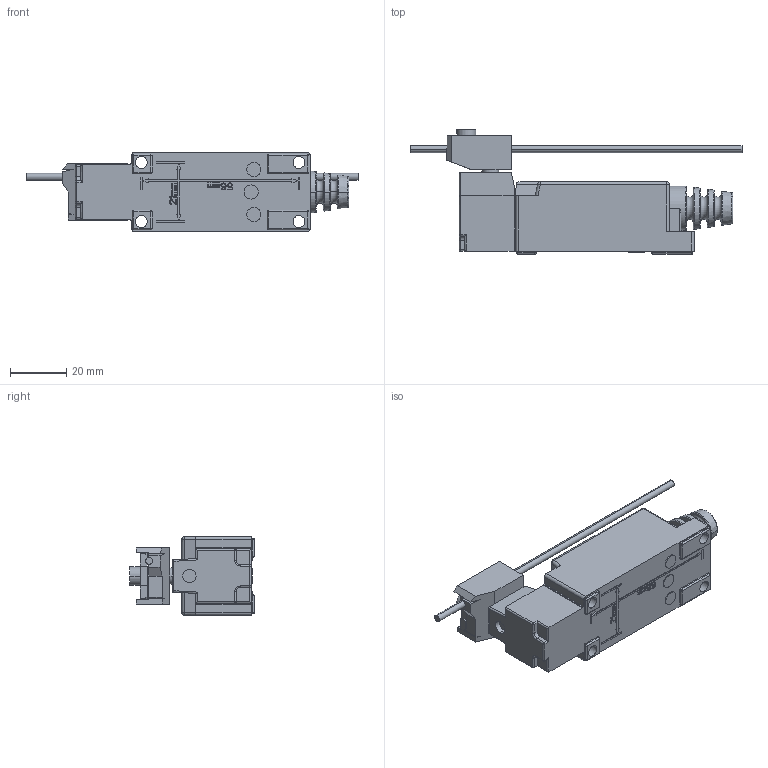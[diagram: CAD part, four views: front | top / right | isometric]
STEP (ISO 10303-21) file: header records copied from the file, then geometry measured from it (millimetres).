
FILE_DESCRIPTION((''),'2;1');
FILE_NAME('LA167-Z8-107','2023-10-10T',('Administrator'),('zyb.com'),'PRO/ENGINEER BY PARAMETRIC TECHNOLOGY CORPORATION, 2010280','PRO/ENGINEER BY PARAMETRIC TECHNOLOGY CORPORATION, 2010280','');
FILE_SCHEMA(('CONFIG_CONTROL_DESIGN'));
Length unit declared in the file: millimetre
Products named in the file (1): LA167-Z8-107
Bounding box: 118 x 44.2 x 28 mm (x, y, z)
Volume: 54564.1 mm3; surface area: 15682.2 mm2
Topology: 1 solids, 2 shells, 631 faces, 1664 edges, 1068 vertices
Faces by surface type: plane 465, cylinder 108, sphere 24, torus 22, cone 12
Entity records: 19351 total; most frequent: CARTESIAN_POINT 3580, ORIENTED_EDGE 3320, DIRECTION 3144, EDGE_CURVE 1660, VECTOR 1370, LINE 1370, VERTEX_POINT 1068, AXIS2_PLACEMENT_3D 887
